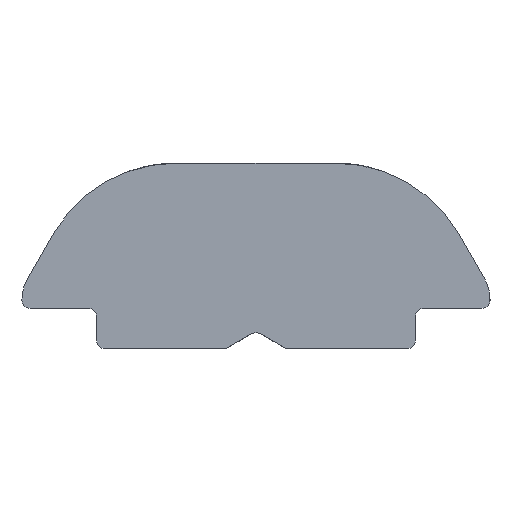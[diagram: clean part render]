
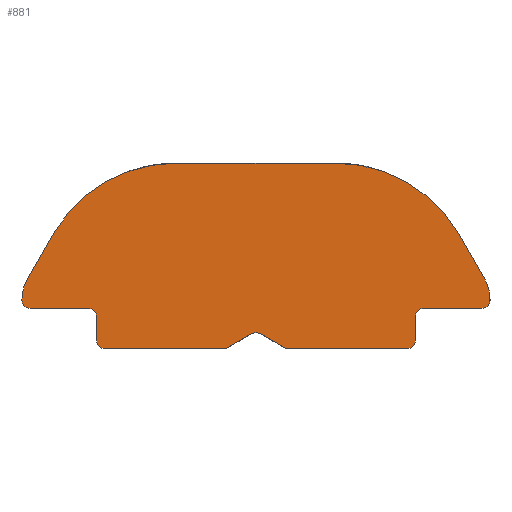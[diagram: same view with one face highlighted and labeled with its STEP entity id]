
A CAD part, left-side view. The second image highlights one B-rep face of the part: STEP entity #881.
In plain terms, the highlighted planar face has unit normal (-1, 0, 0).
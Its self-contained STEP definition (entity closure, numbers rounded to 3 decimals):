
#40=PLANE('',#978);
#86=FACE_OUTER_BOUND('',#132,.T.);
#132=EDGE_LOOP('',(#764,#765,#766,#767,#768,#769,#770,#771,#772,#773,#774,
#775,#776,#777,#778,#779,#780,#781,#782,#783,#784,#785,#786,#787));
#142=CIRCLE('',#918,0.2);
#144=CIRCLE('',#922,0.2);
#146=CIRCLE('',#926,0.2);
#148=CIRCLE('',#930,1.);
#152=CIRCLE('',#937,1.);
#153=CIRCLE('',#940,0.2);
#155=CIRCLE('',#944,0.2);
#157=CIRCLE('',#948,0.2);
#161=CIRCLE('',#956,3.5);
#163=CIRCLE('',#961,0.2);
#165=CIRCLE('',#967,3.5);
#212=LINE('',#1482,#278);
#215=LINE('',#1492,#281);
#219=LINE('',#1504,#285);
#223=LINE('',#1516,#289);
#227=LINE('',#1528,#293);
#235=LINE('',#1552,#301);
#239=LINE('',#1564,#305);
#243=LINE('',#1576,#309);
#250=LINE('',#1601,#316);
#252=LINE('',#1625,#318);
#255=LINE('',#1649,#321);
#257=LINE('',#1653,#323);
#262=LINE('',#2367,#328);
#278=VECTOR('',#1035,1.);
#281=VECTOR('',#1046,1.);
#285=VECTOR('',#1058,1.);
#289=VECTOR('',#1070,1.);
#293=VECTOR('',#1082,1.);
#301=VECTOR('',#1102,1.);
#305=VECTOR('',#1114,1.);
#309=VECTOR('',#1126,1.);
#316=VECTOR('',#1149,1.);
#318=VECTOR('',#1161,1.);
#321=VECTOR('',#1172,1.);
#323=VECTOR('',#1178,1.);
#328=VECTOR('',#1209,10.);
#362=VERTEX_POINT('',#1479);
#363=VERTEX_POINT('',#1481);
#364=VERTEX_POINT('',#1485);
#366=VERTEX_POINT('',#1491);
#368=VERTEX_POINT('',#1497);
#370=VERTEX_POINT('',#1503);
#372=VERTEX_POINT('',#1509);
#374=VERTEX_POINT('',#1515);
#376=VERTEX_POINT('',#1521);
#378=VERTEX_POINT('',#1527);
#384=VERTEX_POINT('',#1542);
#387=VERTEX_POINT('',#1547);
#388=VERTEX_POINT('',#1551);
#390=VERTEX_POINT('',#1557);
#392=VERTEX_POINT('',#1563);
#394=VERTEX_POINT('',#1569);
#396=VERTEX_POINT('',#1575);
#398=VERTEX_POINT('',#1581);
#405=VERTEX_POINT('',#1598);
#406=VERTEX_POINT('',#1600);
#408=VERTEX_POINT('',#1624);
#411=VERTEX_POINT('',#1642);
#413=VERTEX_POINT('',#1648);
#415=VERTEX_POINT('',#1657);
#455=EDGE_CURVE('',#362,#363,#212,.T.);
#457=EDGE_CURVE('',#364,#362,#142,.T.);
#460=EDGE_CURVE('',#366,#364,#215,.T.);
#463=EDGE_CURVE('',#368,#366,#144,.T.);
#466=EDGE_CURVE('',#370,#368,#219,.T.);
#469=EDGE_CURVE('',#372,#370,#146,.T.);
#472=EDGE_CURVE('',#374,#372,#223,.T.);
#475=EDGE_CURVE('',#376,#374,#148,.T.);
#478=EDGE_CURVE('',#378,#376,#227,.T.);
#488=EDGE_CURVE('',#387,#384,#152,.T.);
#489=EDGE_CURVE('',#388,#387,#235,.T.);
#492=EDGE_CURVE('',#390,#388,#153,.T.);
#495=EDGE_CURVE('',#392,#390,#239,.T.);
#498=EDGE_CURVE('',#394,#392,#155,.T.);
#501=EDGE_CURVE('',#396,#394,#243,.T.);
#504=EDGE_CURVE('',#398,#396,#157,.T.);
#513=EDGE_CURVE('',#405,#406,#250,.T.);
#516=EDGE_CURVE('',#406,#378,#161,.T.);
#519=EDGE_CURVE('',#363,#408,#252,.T.);
#523=EDGE_CURVE('',#408,#411,#163,.T.);
#526=EDGE_CURVE('',#411,#413,#255,.T.);
#529=EDGE_CURVE('',#413,#398,#257,.T.);
#532=EDGE_CURVE('',#415,#405,#165,.T.);
#548=EDGE_CURVE('',#384,#415,#262,.T.);
#764=ORIENTED_EDGE('',*,*,#548,.F.);
#765=ORIENTED_EDGE('',*,*,#488,.F.);
#766=ORIENTED_EDGE('',*,*,#489,.F.);
#767=ORIENTED_EDGE('',*,*,#492,.F.);
#768=ORIENTED_EDGE('',*,*,#495,.F.);
#769=ORIENTED_EDGE('',*,*,#498,.F.);
#770=ORIENTED_EDGE('',*,*,#501,.F.);
#771=ORIENTED_EDGE('',*,*,#504,.F.);
#772=ORIENTED_EDGE('',*,*,#529,.F.);
#773=ORIENTED_EDGE('',*,*,#526,.F.);
#774=ORIENTED_EDGE('',*,*,#523,.F.);
#775=ORIENTED_EDGE('',*,*,#519,.F.);
#776=ORIENTED_EDGE('',*,*,#455,.F.);
#777=ORIENTED_EDGE('',*,*,#457,.F.);
#778=ORIENTED_EDGE('',*,*,#460,.F.);
#779=ORIENTED_EDGE('',*,*,#463,.F.);
#780=ORIENTED_EDGE('',*,*,#466,.F.);
#781=ORIENTED_EDGE('',*,*,#469,.F.);
#782=ORIENTED_EDGE('',*,*,#472,.F.);
#783=ORIENTED_EDGE('',*,*,#475,.F.);
#784=ORIENTED_EDGE('',*,*,#478,.F.);
#785=ORIENTED_EDGE('',*,*,#516,.F.);
#786=ORIENTED_EDGE('',*,*,#513,.F.);
#787=ORIENTED_EDGE('',*,*,#532,.F.);
#881=ADVANCED_FACE('',(#86),#40,.T.);
#918=AXIS2_PLACEMENT_3D('',#1486,#1039,#1040);
#922=AXIS2_PLACEMENT_3D('',#1498,#1051,#1052);
#926=AXIS2_PLACEMENT_3D('',#1510,#1063,#1064);
#930=AXIS2_PLACEMENT_3D('',#1522,#1075,#1076);
#937=AXIS2_PLACEMENT_3D('',#1549,#1098,#1099);
#940=AXIS2_PLACEMENT_3D('',#1558,#1107,#1108);
#944=AXIS2_PLACEMENT_3D('',#1570,#1119,#1120);
#948=AXIS2_PLACEMENT_3D('',#1582,#1131,#1132);
#956=AXIS2_PLACEMENT_3D('',#1619,#1153,#1154);
#961=AXIS2_PLACEMENT_3D('',#1643,#1165,#1166);
#967=AXIS2_PLACEMENT_3D('',#1659,#1183,#1184);
#978=AXIS2_PLACEMENT_3D('',#2366,#1207,#1208);
#1035=DIRECTION('',(0.,1.,0.));
#1039=DIRECTION('center_axis',(1.,0.,0.));
#1040=DIRECTION('ref_axis',(0.,0.,-1.));
#1046=DIRECTION('',(0.,0.,-1.));
#1051=DIRECTION('center_axis',(-1.,0.,0.));
#1052=DIRECTION('ref_axis',(0.,0.,1.));
#1058=DIRECTION('',(0.,1.,0.));
#1063=DIRECTION('center_axis',(1.,0.,0.));
#1064=DIRECTION('ref_axis',(0.,0.,-1.));
#1070=DIRECTION('',(0.,0.,-1.));
#1075=DIRECTION('center_axis',(1.,0.,0.));
#1076=DIRECTION('ref_axis',(0.,-1.,0.));
#1082=DIRECTION('',(0.,-0.5,-0.866));
#1098=DIRECTION('center_axis',(1.,0.,0.));
#1099=DIRECTION('ref_axis',(0.,0.866,0.5));
#1102=DIRECTION('',(0.,0.,1.));
#1107=DIRECTION('center_axis',(1.,0.,0.));
#1108=DIRECTION('ref_axis',(0.,1.,0.));
#1114=DIRECTION('',(0.,1.,0.));
#1119=DIRECTION('center_axis',(-1.,0.,0.));
#1120=DIRECTION('ref_axis',(0.,-1.,0.));
#1126=DIRECTION('',(0.,0.,1.));
#1131=DIRECTION('center_axis',(1.,0.,0.));
#1132=DIRECTION('ref_axis',(0.,1.,0.));
#1149=DIRECTION('',(0.,-1.,0.));
#1153=DIRECTION('center_axis',(1.,0.,0.));
#1154=DIRECTION('ref_axis',(0.,-0.866,0.5));
#1161=DIRECTION('',(0.,0.866,0.5));
#1165=DIRECTION('center_axis',(-1.,0.,0.));
#1166=DIRECTION('ref_axis',(0.,-0.5,0.866));
#1172=DIRECTION('',(0.,0.866,-0.5));
#1178=DIRECTION('',(0.,1.,0.));
#1183=DIRECTION('center_axis',(1.,0.,0.));
#1184=DIRECTION('ref_axis',(0.,0.,1.));
#1207=DIRECTION('center_axis',(-1.,0.,0.));
#1208=DIRECTION('ref_axis',(0.,0.,-1.));
#1209=DIRECTION('',(0.,-0.5,0.866));
#1479=CARTESIAN_POINT('',(-8.,-3.75,0.));
#1481=CARTESIAN_POINT('',(-8.,-0.75,0.));
#1482=CARTESIAN_POINT('',(-8.,-3.75,0.));
#1485=CARTESIAN_POINT('',(-8.,-3.95,0.2));
#1486=CARTESIAN_POINT('Origin',(-8.,-3.75,0.2));
#1491=CARTESIAN_POINT('',(-8.,-3.95,0.8));
#1492=CARTESIAN_POINT('',(-8.,-3.95,0.8));
#1497=CARTESIAN_POINT('',(-8.,-4.15,1.));
#1498=CARTESIAN_POINT('Origin',(-8.,-4.15,0.8));
#1503=CARTESIAN_POINT('',(-8.,-5.6,1.));
#1504=CARTESIAN_POINT('',(-8.,-5.6,1.));
#1509=CARTESIAN_POINT('',(-8.,-5.8,1.2));
#1510=CARTESIAN_POINT('Origin',(-8.,-5.6,1.2));
#1515=CARTESIAN_POINT('',(-8.,-5.8,1.232));
#1516=CARTESIAN_POINT('',(-8.,-5.8,1.232));
#1521=CARTESIAN_POINT('',(-8.,-5.666,1.732));
#1522=CARTESIAN_POINT('Origin',(-8.,-4.8,1.232));
#1527=CARTESIAN_POINT('',(-8.,-5.021,2.85));
#1528=CARTESIAN_POINT('',(-8.,-5.021,2.85));
#1542=CARTESIAN_POINT('',(-8.,5.675,1.716));
#1547=CARTESIAN_POINT('',(-8.,5.8,1.232));
#1549=CARTESIAN_POINT('Origin',(-8.,4.8,1.232));
#1551=CARTESIAN_POINT('',(-8.,5.8,1.2));
#1552=CARTESIAN_POINT('',(-8.,5.8,1.2));
#1557=CARTESIAN_POINT('',(-8.,5.6,1.));
#1558=CARTESIAN_POINT('Origin',(-8.,5.6,1.2));
#1563=CARTESIAN_POINT('',(-8.,4.15,1.));
#1564=CARTESIAN_POINT('',(-8.,4.15,1.));
#1569=CARTESIAN_POINT('',(-8.,3.95,0.8));
#1570=CARTESIAN_POINT('Origin',(-8.,4.15,0.8));
#1575=CARTESIAN_POINT('',(-8.,3.95,0.2));
#1576=CARTESIAN_POINT('',(-8.,3.95,0.2));
#1581=CARTESIAN_POINT('',(-8.,3.75,0.));
#1582=CARTESIAN_POINT('Origin',(-8.,3.75,0.2));
#1598=CARTESIAN_POINT('',(-8.,1.989,4.6));
#1600=CARTESIAN_POINT('',(-8.,-1.989,4.6));
#1601=CARTESIAN_POINT('',(-8.,1.989,4.6));
#1619=CARTESIAN_POINT('Origin',(-8.,-1.989,1.1));
#1624=CARTESIAN_POINT('',(-8.,-0.1,0.375));
#1625=CARTESIAN_POINT('',(-8.,-0.75,0.));
#1642=CARTESIAN_POINT('',(-8.,0.1,0.375));
#1643=CARTESIAN_POINT('Origin',(-8.,0.,0.202));
#1648=CARTESIAN_POINT('',(-8.,0.75,0.));
#1649=CARTESIAN_POINT('',(-8.,0.1,0.375));
#1653=CARTESIAN_POINT('',(-8.,0.75,0.));
#1657=CARTESIAN_POINT('',(-8.,5.002,2.882));
#1659=CARTESIAN_POINT('Origin',(-8.,1.989,1.1));
#2366=CARTESIAN_POINT('Origin',(-8.,0.,2.094));
#2367=CARTESIAN_POINT('',(-8.,3.637,5.245));
